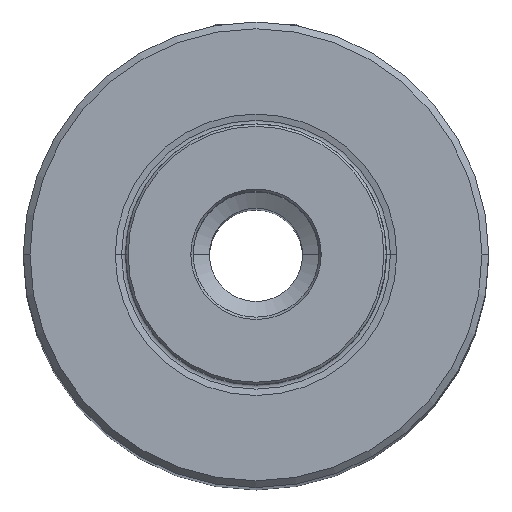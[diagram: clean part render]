
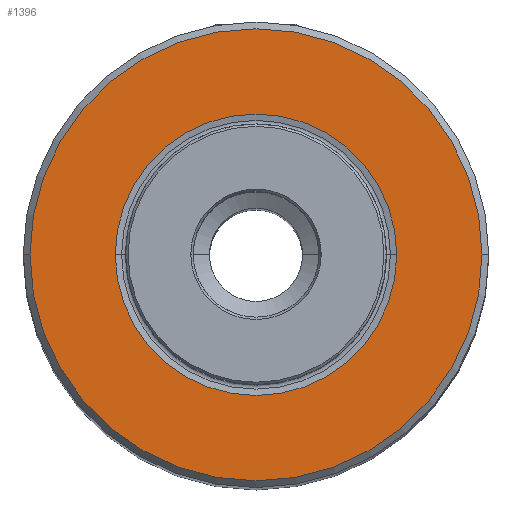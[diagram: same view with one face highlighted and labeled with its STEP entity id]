
A CAD part, top view. The second image highlights one B-rep face of the part: STEP entity #1396.
In plain terms, the highlighted planar face has unit normal (0, 0, 1).
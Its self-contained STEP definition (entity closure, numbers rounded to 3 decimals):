
#524=VERTEX_POINT('NONE',#1522);
#704=EDGE_CURVE('NONE',#1472,#1210,#1721,.T.);
#828=EDGE_CURVE('NONE',#524,#1280,#1858,.T.);
#1210=VERTEX_POINT('NONE',#2283);
#1280=VERTEX_POINT('NONE',#2362);
#1338=EDGE_CURVE('NONE',#1210,#1472,#2427,.T.);
#1340=EDGE_CURVE('NONE',#1280,#524,#2429,.T.);
#1396=ADVANCED_FACE('NONE',(#2489,#2490),#2491,.T.);
#1472=VERTEX_POINT('NONE',#2575);
#1522=CARTESIAN_POINT('',(15.112,0.0,0.0));
#1721=CIRCLE('',#3023,24.275);
#1858=CIRCLE('',#3219,15.112);
#2283=CARTESIAN_POINT('',(-24.275,0.0,0.0));
#2362=CARTESIAN_POINT('',(-15.112,0.,0.0));
#2427=CIRCLE('',#4495,24.275);
#2429=CIRCLE('',#4498,15.112);
#2489=FACE_OUTER_BOUND('',#4575,.T.);
#2490=FACE_BOUND('',#4576,.T.);
#2491=PLANE('',#4577);
#2575=CARTESIAN_POINT('',(24.275,0.,0.0));
#3023=AXIS2_PLACEMENT_3D('',#5044,#5045,#5046);
#3219=AXIS2_PLACEMENT_3D('',#5211,#5212,#5213);
#4495=AXIS2_PLACEMENT_3D('',#5880,#5881,#5882);
#4498=AXIS2_PLACEMENT_3D('',#5883,#5884,#5885);
#4575=EDGE_LOOP('',(#5951,#5952));
#4576=EDGE_LOOP('',(#5953,#5954));
#4577=AXIS2_PLACEMENT_3D('',#5955,#5956,#5957);
#5044=CARTESIAN_POINT('',(0.0,0.0,0.0));
#5045=DIRECTION('',(0.0,0.0,-1.0));
#5046=DIRECTION('',(1.0,0.0,0.0));
#5211=CARTESIAN_POINT('',(0.0,0.0,0.0));
#5212=DIRECTION('',(0.0,0.0,1.0));
#5213=DIRECTION('',(1.0,0.0,0.0));
#5880=CARTESIAN_POINT('',(0.0,0.0,0.0));
#5881=DIRECTION('',(0.0,0.0,-1.0));
#5882=DIRECTION('',(1.0,0.0,0.0));
#5883=CARTESIAN_POINT('',(0.0,0.0,0.0));
#5884=DIRECTION('',(0.0,0.0,1.0));
#5885=DIRECTION('',(1.0,0.0,0.0));
#5951=ORIENTED_EDGE('',*,*,#1338,.F.);
#5952=ORIENTED_EDGE('',*,*,#704,.F.);
#5953=ORIENTED_EDGE('',*,*,#828,.F.);
#5954=ORIENTED_EDGE('',*,*,#1340,.F.);
#5955=CARTESIAN_POINT('',(0.0,14.0,0.0));
#5956=DIRECTION('',(0.0,0.0,1.0));
#5957=DIRECTION('',(1.0,0.0,0.0));
